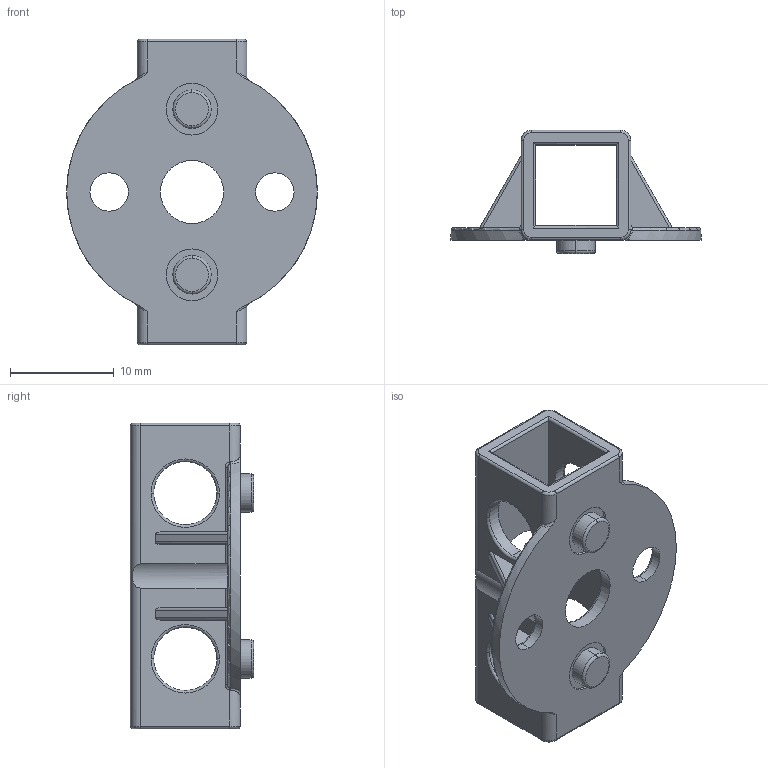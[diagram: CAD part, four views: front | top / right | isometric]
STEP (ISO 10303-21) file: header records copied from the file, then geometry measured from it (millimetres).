
FILE_DESCRIPTION (( 'STEP AP214' ), '1' );
FILE_NAME ('Lego Hard Point Connector.step', '2017-10-17T01:16:58', ( '' ), ( '' ), 'SwSTEP 2.0', 'SolidWorks 2017', '' );
FILE_SCHEMA (( 'AUTOMOTIVE_DESIGN' ));
Length unit declared in the file: millimetre
Products named in the file (1): Lego Hard Point Connector
Bounding box: 24.2 x 11.9 x 29.5 mm (x, y, z)
Volume: 1561.2 mm3; surface area: 2570 mm2
Topology: 1 solids, 1 shells, 138 faces, 346 edges, 214 vertices
Faces by surface type: cylinder 66, torus 30, plane 30, bspline 12
Entity records: 4518 total; most frequent: CARTESIAN_POINT 1211, DIRECTION 696, ORIENTED_EDGE 692, EDGE_CURVE 346, AXIS2_PLACEMENT_3D 281, VERTEX_POINT 214, EDGE_LOOP 160, CIRCLE 154
